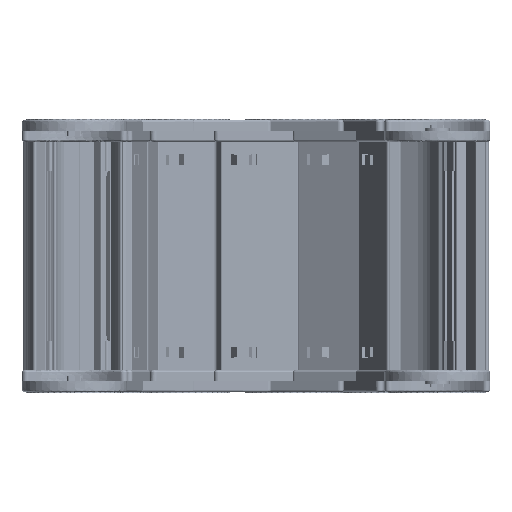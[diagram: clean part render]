
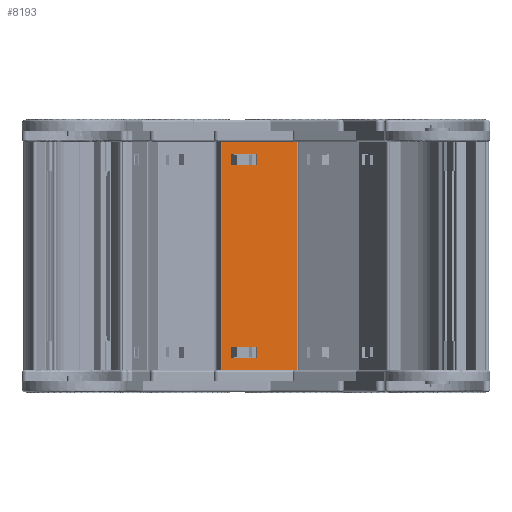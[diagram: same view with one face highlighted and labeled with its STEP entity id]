
A CAD part, left-side view. The second image highlights one B-rep face of the part: STEP entity #8193.
In plain terms, the highlighted face is planar.
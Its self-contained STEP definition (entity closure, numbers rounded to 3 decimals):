
#98 = DIRECTION ( 'NONE',  ( -1., 0., 0. ) ) ;
#233 = VECTOR ( 'NONE', #13493, 1000. ) ;
#316 = CARTESIAN_POINT ( 'NONE',  ( -80.98, 200.254, -1.503 ) ) ;
#406 = CARTESIAN_POINT ( 'NONE',  ( -61.76, 200.254, 11.547 ) ) ;
#844 = VECTOR ( 'NONE', #20991, 1000. ) ;
#1113 = CARTESIAN_POINT ( 'NONE',  ( -61.76, 200.254, 11.547 ) ) ;
#1176 = EDGE_CURVE ( 'NONE', #18453, #7627, #8402, .T. ) ;
#1219 = ORIENTED_EDGE ( 'NONE', *, *, #24875, .F. ) ;
#1240 = ORIENTED_EDGE ( 'NONE', *, *, #30432, .F. ) ;
#1558 = VERTEX_POINT ( 'NONE', #6994 ) ;
#1593 = EDGE_CURVE ( 'NONE', #21507, #30726, #23513, .T. ) ;
#1668 = VECTOR ( 'NONE', #98, 1000. ) ;
#1745 = ORIENTED_EDGE ( 'NONE', *, *, #1593, .F. ) ;
#1789 = DIRECTION ( 'NONE',  ( 1., 0., 0. ) ) ;
#1790 = VECTOR ( 'NONE', #22439, 1000. ) ;
#1893 = CARTESIAN_POINT ( 'NONE',  ( -75.76, 200.254, 11.547 ) ) ;
#1943 = VERTEX_POINT ( 'NONE', #10337 ) ;
#2032 = VECTOR ( 'NONE', #4486, 1000. ) ;
#2397 = LINE ( 'NONE', #11030, #844 ) ;
#2539 = VECTOR ( 'NONE', #16888, 1000. ) ;
#3160 = VERTEX_POINT ( 'NONE', #17936 ) ;
#3467 = CARTESIAN_POINT ( 'NONE',  ( -80.98, 200.254, -57.122 ) ) ;
#3571 = EDGE_LOOP ( 'NONE', ( #15591, #29154, #1240, #20997 ) ) ;
#3580 = EDGE_LOOP ( 'NONE', ( #29274, #1219, #5043, #27796 ) ) ;
#3793 = LINE ( 'NONE', #19299, #5726 ) ;
#4239 = ORIENTED_EDGE ( 'NONE', *, *, #12044, .F. ) ;
#4486 = DIRECTION ( 'NONE',  ( 0., 0., -1. ) ) ;
#4799 = DIRECTION ( 'NONE',  ( -1., 0., 0. ) ) ;
#4896 = LINE ( 'NONE', #1113, #233 ) ;
#5043 = ORIENTED_EDGE ( 'NONE', *, *, #12901, .T. ) ;
#5064 = CARTESIAN_POINT ( 'NONE',  ( -39.28, 200.254, -57.122 ) ) ;
#5215 = CARTESIAN_POINT ( 'NONE',  ( -39.28, 200.254, -57.122 ) ) ;
#5726 = VECTOR ( 'NONE', #31966, 1000. ) ;
#6752 = VECTOR ( 'NONE', #10941, 1000. ) ;
#6994 = CARTESIAN_POINT ( 'NONE',  ( -75.76, 200.254, 117.747 ) ) ;
#7604 = DIRECTION ( 'NONE',  ( 0., -1., 0. ) ) ;
#7627 = VERTEX_POINT ( 'NONE', #13320 ) ;
#8193 = ADVANCED_FACE ( 'NONE', ( #20187, #31039, #13609 ), #25062, .F. ) ;
#8402 = LINE ( 'NONE', #5064, #1790 ) ;
#9513 = CARTESIAN_POINT ( 'NONE',  ( -61.76, 200.254, 5.247 ) ) ;
#9781 = CARTESIAN_POINT ( 'NONE',  ( -75.76, 200.254, 111.447 ) ) ;
#10304 = LINE ( 'NONE', #26252, #19605 ) ;
#10337 = CARTESIAN_POINT ( 'NONE',  ( -61.76, 200.254, 111.447 ) ) ;
#10447 = DIRECTION ( 'NONE',  ( 0., 0., 1. ) ) ;
#10790 = EDGE_LOOP ( 'NONE', ( #1745, #20424, #26602, #4239 ) ) ;
#10941 = DIRECTION ( 'NONE',  ( 1., 0., 0. ) ) ;
#10957 = EDGE_CURVE ( 'NONE', #29757, #7627, #3793, .T. ) ;
#11030 = CARTESIAN_POINT ( 'NONE',  ( -75.76, 200.254, 5.247 ) ) ;
#11327 = EDGE_CURVE ( 'NONE', #19781, #3160, #32111, .T. ) ;
#11554 = VECTOR ( 'NONE', #4799, 1000. ) ;
#12044 = EDGE_CURVE ( 'NONE', #30726, #19781, #4896, .T. ) ;
#12488 = AXIS2_PLACEMENT_3D ( 'NONE', #5215, #7604, #10447 ) ;
#12901 = EDGE_CURVE ( 'NONE', #31623, #29757, #20784, .T. ) ;
#13320 = CARTESIAN_POINT ( 'NONE',  ( -39.28, 200.254, 124.497 ) ) ;
#13493 = DIRECTION ( 'NONE',  ( 0., 0., -1. ) ) ;
#13609 = FACE_BOUND ( 'NONE', #10790, .T. ) ;
#14316 = VERTEX_POINT ( 'NONE', #24772 ) ;
#15076 = CARTESIAN_POINT ( 'NONE',  ( -39.28, 200.254, -1.503 ) ) ;
#15582 = CARTESIAN_POINT ( 'NONE',  ( -61.76, 200.254, 5.247 ) ) ;
#15591 = ORIENTED_EDGE ( 'NONE', *, *, #25347, .F. ) ;
#15631 = LINE ( 'NONE', #17068, #2032 ) ;
#15944 = DIRECTION ( 'NONE',  ( 0., 0., 1. ) ) ;
#16129 = VECTOR ( 'NONE', #1789, 1000. ) ;
#16888 = DIRECTION ( 'NONE',  ( 1., 0., 0. ) ) ;
#17068 = CARTESIAN_POINT ( 'NONE',  ( -61.76, 200.254, 111.447 ) ) ;
#17764 = CARTESIAN_POINT ( 'NONE',  ( -75.76, 200.254, 11.547 ) ) ;
#17936 = CARTESIAN_POINT ( 'NONE',  ( -75.76, 200.254, 5.247 ) ) ;
#18453 = VERTEX_POINT ( 'NONE', #15076 ) ;
#19299 = CARTESIAN_POINT ( 'NONE',  ( -39.28, 200.254, 124.497 ) ) ;
#19605 = VECTOR ( 'NONE', #28543, 1000. ) ;
#19781 = VERTEX_POINT ( 'NONE', #15582 ) ;
#20187 = FACE_BOUND ( 'NONE', #3571, .T. ) ;
#20424 = ORIENTED_EDGE ( 'NONE', *, *, #31320, .F. ) ;
#20784 = LINE ( 'NONE', #3467, #24671 ) ;
#20991 = DIRECTION ( 'NONE',  ( 0., 0., 1. ) ) ;
#20997 = ORIENTED_EDGE ( 'NONE', *, *, #29744, .F. ) ;
#21507 = VERTEX_POINT ( 'NONE', #17764 ) ;
#22350 = LINE ( 'NONE', #31739, #2539 ) ;
#22439 = DIRECTION ( 'NONE',  ( 0., 0., 1. ) ) ;
#23513 = LINE ( 'NONE', #1893, #16129 ) ;
#24671 = VECTOR ( 'NONE', #15944, 1000. ) ;
#24772 = CARTESIAN_POINT ( 'NONE',  ( -75.76, 200.254, 111.447 ) ) ;
#24875 = EDGE_CURVE ( 'NONE', #31623, #18453, #22350, .T. ) ;
#25062 = PLANE ( 'NONE',  #12488 ) ;
#25347 = EDGE_CURVE ( 'NONE', #14316, #1558, #10304, .T. ) ;
#25745 = VERTEX_POINT ( 'NONE', #26609 ) ;
#25880 = CARTESIAN_POINT ( 'NONE',  ( -61.76, 200.254, 117.747 ) ) ;
#26252 = CARTESIAN_POINT ( 'NONE',  ( -75.76, 200.254, 117.747 ) ) ;
#26602 = ORIENTED_EDGE ( 'NONE', *, *, #11327, .F. ) ;
#26609 = CARTESIAN_POINT ( 'NONE',  ( -61.76, 200.254, 117.747 ) ) ;
#27796 = ORIENTED_EDGE ( 'NONE', *, *, #10957, .T. ) ;
#28265 = CARTESIAN_POINT ( 'NONE',  ( -80.98, 200.254, 124.497 ) ) ;
#28543 = DIRECTION ( 'NONE',  ( 0., 0., 1. ) ) ;
#29154 = ORIENTED_EDGE ( 'NONE', *, *, #30523, .F. ) ;
#29274 = ORIENTED_EDGE ( 'NONE', *, *, #1176, .F. ) ;
#29744 = EDGE_CURVE ( 'NONE', #1558, #25745, #31152, .T. ) ;
#29757 = VERTEX_POINT ( 'NONE', #28265 ) ;
#30432 = EDGE_CURVE ( 'NONE', #25745, #1943, #15631, .T. ) ;
#30523 = EDGE_CURVE ( 'NONE', #1943, #14316, #30743, .T. ) ;
#30726 = VERTEX_POINT ( 'NONE', #406 ) ;
#30743 = LINE ( 'NONE', #9781, #1668 ) ;
#31039 = FACE_OUTER_BOUND ( 'NONE', #3580, .T. ) ;
#31152 = LINE ( 'NONE', #25880, #6752 ) ;
#31320 = EDGE_CURVE ( 'NONE', #3160, #21507, #2397, .T. ) ;
#31623 = VERTEX_POINT ( 'NONE', #316 ) ;
#31739 = CARTESIAN_POINT ( 'NONE',  ( -39.28, 200.254, -1.503 ) ) ;
#31966 = DIRECTION ( 'NONE',  ( 1., 0., 0. ) ) ;
#32111 = LINE ( 'NONE', #9513, #11554 ) ;
